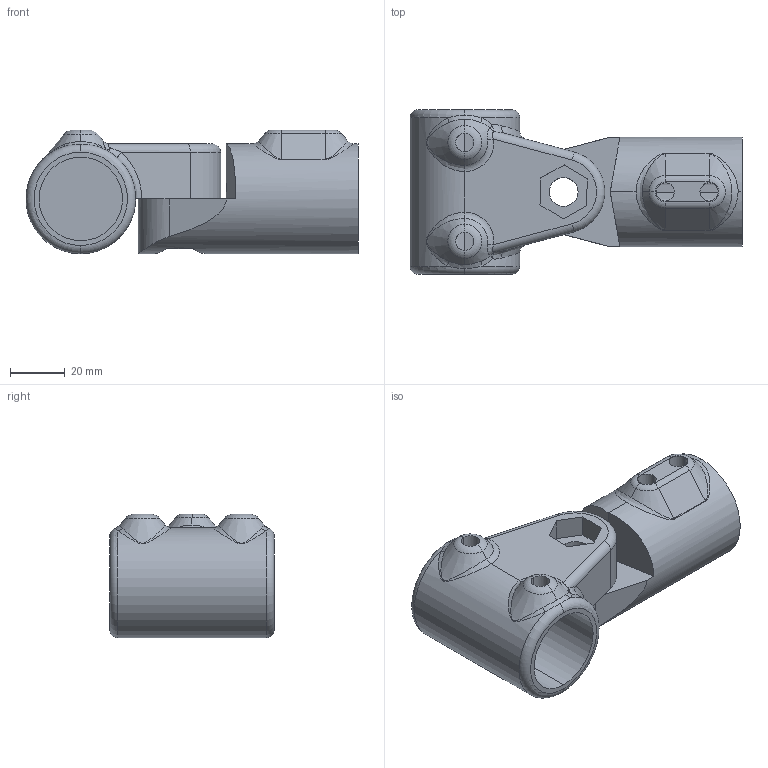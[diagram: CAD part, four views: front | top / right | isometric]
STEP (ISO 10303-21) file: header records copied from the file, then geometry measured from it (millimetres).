
FILE_DESCRIPTION (( 'STEP AP203' ), '1' );
FILE_NAME ('0301503801.STEP', '2025-01-08T10:12:32', ( '' ), ( '' ), 'SwSTEP 2.0', 'SolidWorks 2022', '' );
FILE_SCHEMA (( 'CONFIG_CONTROL_DESIGN' ));
Length unit declared in the file: metre
Products named in the file (1): 0301503801
Bounding box: 120.96 x 60 x 45 mm (x, y, z)
Volume: 100831.3 mm3; surface area: 35243 mm2
Topology: 2 solids, 2 shells, 98 faces, 244 edges, 146 vertices
Faces by surface type: plane 31, cylinder 30, torus 14, bspline 14, cone 7, sphere 2
Entity records: 4633 total; most frequent: CARTESIAN_POINT 2332, ORIENTED_EDGE 488, DIRECTION 446, EDGE_CURVE 244, AXIS2_PLACEMENT_3D 176, VERTEX_POINT 146, EDGE_LOOP 108, FACE_OUTER_BOUND 98
